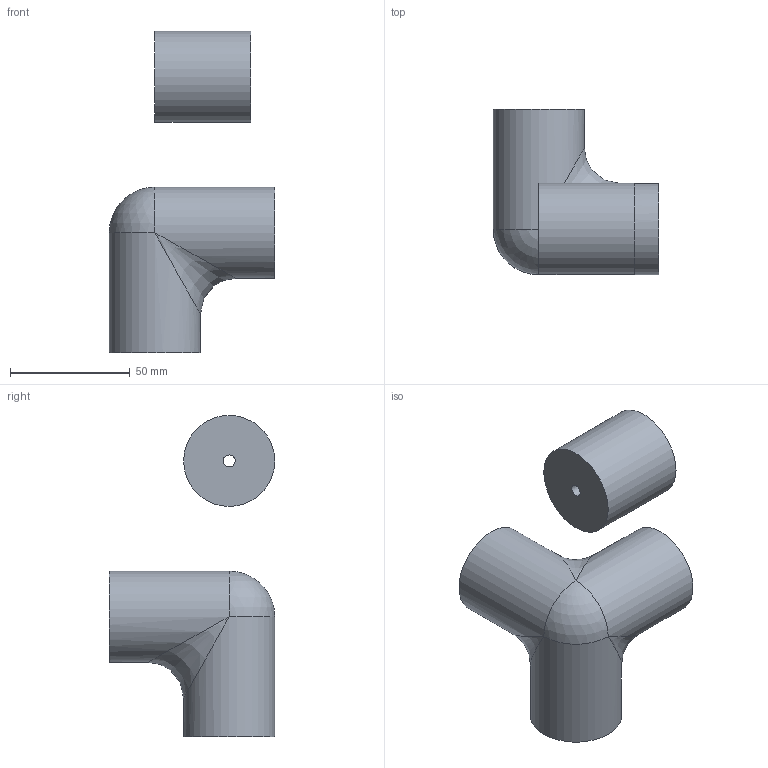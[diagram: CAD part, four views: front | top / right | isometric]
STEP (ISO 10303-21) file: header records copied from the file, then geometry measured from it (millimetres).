
FILE_DESCRIPTION(/* description */ (''),/* implementation_level */ '2;1');
FILE_NAME(/* name */ 'structure.step',/* time_stamp */ '2020-07-31T18:28:20+03:00',/* author */ (''),/* organization */ (''),/* preprocessor_version */ 'ST-DEVELOPER v18.1',/* originating_system */ 'Autodesk Translation Framework v9.3.0.1241',/* authorisation */ '');
FILE_SCHEMA (('AUTOMOTIVE_DESIGN { 1 0 10303 214 3 1 1 }'));
Length unit declared in the file: millimetre
Products named in the file (1): boru
Bounding box: 69 x 69 x 134 mm (x, y, z)
Volume: 63833.3 mm3; surface area: 39945.4 mm2
Topology: 2 solids, 2 shells, 36 faces, 73 edges, 43 vertices
Faces by surface type: plane 12, cylinder 12, bspline 9, torus 2, sphere 1
Full cylindrical faces by diameter (mm): 5 x1, 27 x1, 28 x2, 32.25 x1, 32.5 x3, 38 x4
Entity records: 2702 total; most frequent: CARTESIAN_POINT 1928, DIRECTION 156, ORIENTED_EDGE 138, AXIS2_PLACEMENT_3D 72, EDGE_CURVE 69, EDGE_LOOP 48, VERTEX_POINT 43, CIRCLE 38
